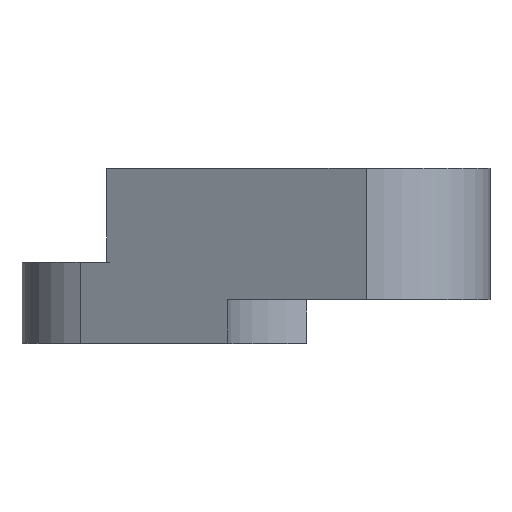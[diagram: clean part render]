
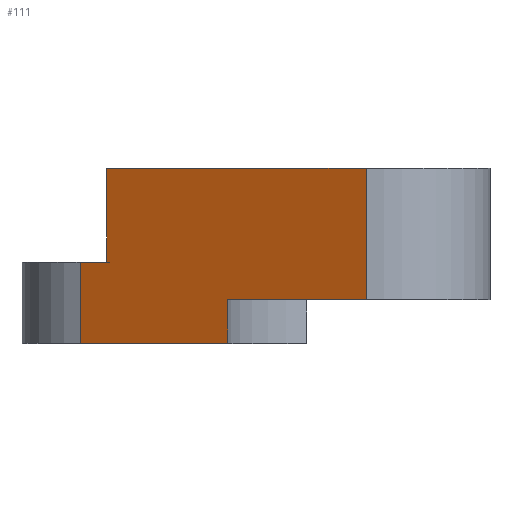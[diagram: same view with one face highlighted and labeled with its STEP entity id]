
A CAD part, top view. The second image highlights one B-rep face of the part: STEP entity #111.
In plain terms, the highlighted planar face has unit normal (-0.466, 0, 0.885).
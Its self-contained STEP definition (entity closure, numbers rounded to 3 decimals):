
#24 = VERTEX_POINT('',#25);
#25 = CARTESIAN_POINT('',(-0.472,-3.2,64.302));
#41 = VERTEX_POINT('',#42);
#42 = CARTESIAN_POINT('',(-0.472,-7.4,64.302));
#49 = EDGE_CURVE('',#24,#41,#50,.T.);
#50 = LINE('',#51,#52);
#51 = CARTESIAN_POINT('',(-0.472,-3.2,64.302));
#52 = VECTOR('',#53,1.);
#53 = DIRECTION('',(0.,-1.,0.));
#82 = VERTEX_POINT('',#83);
#83 = CARTESIAN_POINT('',(-8.786,-3.2,59.922));
#90 = EDGE_CURVE('',#82,#24,#91,.T.);
#91 = LINE('',#92,#93);
#92 = CARTESIAN_POINT('',(-9.631,-3.2,59.477));
#93 = VECTOR('',#94,1.);
#94 = DIRECTION('',(0.885,0.,0.466));
#111 = ADVANCED_FACE('',(#112),#162,.T.);
#112 = FACE_BOUND('',#113,.T.);
#113 = EDGE_LOOP('',(#114,#124,#132,#140,#148,#154,#155,#156));
#114 = ORIENTED_EDGE('',*,*,#115,.F.);
#115 = EDGE_CURVE('',#116,#118,#120,.T.);
#116 = VERTEX_POINT('',#117);
#117 = CARTESIAN_POINT('',(-9.631,-6.2,59.477));
#118 = VERTEX_POINT('',#119);
#119 = CARTESIAN_POINT('',(-8.786,-6.2,59.922));
#120 = LINE('',#121,#122);
#121 = CARTESIAN_POINT('',(-9.71,-6.2,59.435));
#122 = VECTOR('',#123,1.);
#123 = DIRECTION('',(0.885,0.,0.466)
  );
#124 = ORIENTED_EDGE('',*,*,#125,.T.);
#125 = EDGE_CURVE('',#116,#126,#128,.T.);
#126 = VERTEX_POINT('',#127);
#127 = CARTESIAN_POINT('',(-9.631,-8.8,59.477));
#128 = LINE('',#129,#130);
#129 = CARTESIAN_POINT('',(-9.631,-3.2,59.477));
#130 = VECTOR('',#131,1.);
#131 = DIRECTION('',(0.,-1.,0.));
#132 = ORIENTED_EDGE('',*,*,#133,.T.);
#133 = EDGE_CURVE('',#126,#134,#136,.T.);
#134 = VERTEX_POINT('',#135);
#135 = CARTESIAN_POINT('',(-4.906,-8.8,61.966));
#136 = LINE('',#137,#138);
#137 = CARTESIAN_POINT('',(-9.631,-8.8,59.477));
#138 = VECTOR('',#139,1.);
#139 = DIRECTION('',(0.885,0.,0.466));
#140 = ORIENTED_EDGE('',*,*,#141,.T.);
#141 = EDGE_CURVE('',#134,#142,#144,.T.);
#142 = VERTEX_POINT('',#143);
#143 = CARTESIAN_POINT('',(-4.906,-7.4,61.966));
#144 = LINE('',#145,#146);
#145 = CARTESIAN_POINT('',(-4.906,-7.4,61.966));
#146 = VECTOR('',#147,1.);
#147 = DIRECTION('',(-0.,1.,0.));
#148 = ORIENTED_EDGE('',*,*,#149,.T.);
#149 = EDGE_CURVE('',#142,#41,#150,.T.);
#150 = LINE('',#151,#152);
#151 = CARTESIAN_POINT('',(-5.548,-7.4,61.628));
#152 = VECTOR('',#153,1.);
#153 = DIRECTION('',(0.885,0.,0.466)
  );
#154 = ORIENTED_EDGE('',*,*,#49,.F.);
#155 = ORIENTED_EDGE('',*,*,#90,.F.);
#156 = ORIENTED_EDGE('',*,*,#157,.F.);
#157 = EDGE_CURVE('',#118,#82,#158,.T.);
#158 = LINE('',#159,#160);
#159 = CARTESIAN_POINT('',(-8.786,1.8,59.922));
#160 = VECTOR('',#161,1.);
#161 = DIRECTION('',(0.,1.,0.));
#162 = PLANE('',#163);
#163 = AXIS2_PLACEMENT_3D('',#164,#165,#166);
#164 = CARTESIAN_POINT('',(-9.631,-3.2,59.477));
#165 = DIRECTION('',(-0.466,0.,0.885)
  );
#166 = DIRECTION('',(0.885,0.,0.466));
